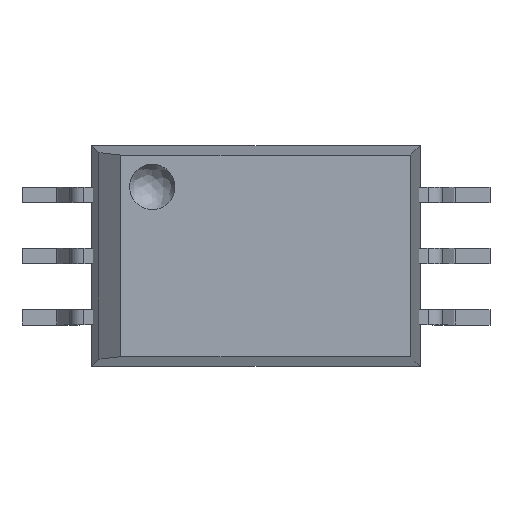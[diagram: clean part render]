
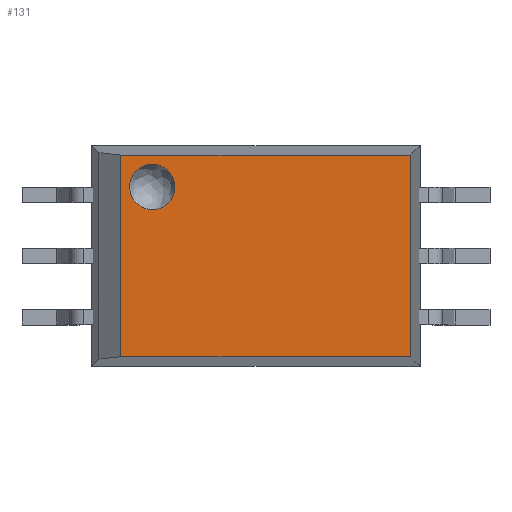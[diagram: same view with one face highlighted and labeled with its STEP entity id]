
A CAD part, top view. The second image highlights one B-rep face of the part: STEP entity #131.
In plain terms, the highlighted planar face has unit normal (0, 0, 1).
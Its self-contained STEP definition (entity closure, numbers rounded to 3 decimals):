
#56 = EDGE_LOOP ( 'NONE', ( #717, #69, #2723, #3689 ) ) ;
#69 = ORIENTED_EDGE ( 'NONE', *, *, #3339, .F. ) ;
#131 = ADVANCED_FACE ( 'NONE', ( #2271, #1175 ), #4331, .F. ) ;
#167 = AXIS2_PLACEMENT_3D ( 'NONE', #2624, #2177, #3578 ) ;
#248 = ORIENTED_EDGE ( 'NONE', *, *, #903, .F. ) ;
#449 = LINE ( 'NONE', #2835, #4136 ) ;
#454 = CARTESIAN_POINT ( 'NONE',  ( 2.455, 0.579, 3.18 ) ) ;
#710 = CARTESIAN_POINT ( 'NONE',  ( 2.7, 0.63, 3.18 ) ) ;
#717 = ORIENTED_EDGE ( 'NONE', *, *, #3121, .F. ) ;
#745 = CARTESIAN_POINT ( 'NONE',  ( 2.23, 0.036, 3.18 ) ) ;
#752 = VECTOR ( 'NONE', #2574, 1000. ) ;
#903 = EDGE_CURVE ( 'NONE', #3327, #3299, #1016, .T. ) ;
#936 = CARTESIAN_POINT ( 'NONE',  ( 8.055, 0.82, 3.18 ) ) ;
#997 = CARTESIAN_POINT ( 'NONE',  ( 2.045, 0.82, 3.18 ) ) ;
#1016 = B_SPLINE_CURVE_WITH_KNOTS ( 'NONE', 3,
 ( #2186, #3584, #454, #3606, #1831, #745, #1853, #1502, #4316, #2117 ),
 .UNSPECIFIED., .F., .F.,
 ( 4, 2, 2, 2, 4 ),
 ( 0.001, 0.002, 0.002, 0.003, 0.003 ),
 .UNSPECIFIED. ) ;
#1083 = CARTESIAN_POINT ( 'NONE',  ( 3.119, -0.086, 3.18 ) ) ;
#1127 = CARTESIAN_POINT ( 'NONE',  ( 2.823, 0.63, 3.18 ) ) ;
#1175 = FACE_BOUND ( 'NONE', #2875, .T. ) ;
#1292 = EDGE_CURVE ( 'NONE', #3299, #3327, #2036, .T. ) ;
#1502 = CARTESIAN_POINT ( 'NONE',  ( 2.454, -0.259, 3.18 ) ) ;
#1789 = EDGE_CURVE ( 'NONE', #4223, #3069, #449, .T. ) ;
#1816 = CARTESIAN_POINT ( 'NONE',  ( 3.12, 0.404, 3.18 ) ) ;
#1831 = CARTESIAN_POINT ( 'NONE',  ( 2.23, 0.285, 3.18 ) ) ;
#1853 = CARTESIAN_POINT ( 'NONE',  ( 2.281, -0.085, 3.18 ) ) ;
#1955 = VECTOR ( 'NONE', #4502, 1000. ) ;
#2036 = B_SPLINE_CURVE_WITH_KNOTS ( 'NONE', 3,
 ( #2173, #3147, #4275, #1083, #4190, #2077, #1816, #3530, #1127, #710 ),
 .UNSPECIFIED., .F., .F.,
 ( 4, 2, 2, 2, 4 ),
 ( 0., 0., 0.001, 0.001, 0.001 ),
 .UNSPECIFIED. ) ;
#2077 = CARTESIAN_POINT ( 'NONE',  ( 3.17, 0.282, 3.18 ) ) ;
#2117 = CARTESIAN_POINT ( 'NONE',  ( 2.7, -0.31, 3.18 ) ) ;
#2173 = CARTESIAN_POINT ( 'NONE',  ( 2.7, -0.31, 3.18 ) ) ;
#2177 = DIRECTION ( 'NONE',  ( 0., 0., -1. ) ) ;
#2186 = CARTESIAN_POINT ( 'NONE',  ( 2.7, 0.63, 3.18 ) ) ;
#2271 = FACE_OUTER_BOUND ( 'NONE', #56, .T. ) ;
#2529 = DIRECTION ( 'NONE',  ( 1., 0., 0. ) ) ;
#2574 = DIRECTION ( 'NONE',  ( 0., 1., 0. ) ) ;
#2624 = CARTESIAN_POINT ( 'NONE',  ( 8.255, 1.02, 3.18 ) ) ;
#2651 = DIRECTION ( 'NONE',  ( 0., -1., 0. ) ) ;
#2670 = CARTESIAN_POINT ( 'NONE',  ( 8.055, -3.56, 3.18 ) ) ;
#2723 = ORIENTED_EDGE ( 'NONE', *, *, #1789, .F. ) ;
#2725 = CARTESIAN_POINT ( 'NONE',  ( 2.045, -3.36, 3.18 ) ) ;
#2785 = VECTOR ( 'NONE', #2651, 1000. ) ;
#2796 = CARTESIAN_POINT ( 'NONE',  ( 1.445, -3.36, 3.18 ) ) ;
#2835 = CARTESIAN_POINT ( 'NONE',  ( 8.255, 0.82, 3.18 ) ) ;
#2865 = VERTEX_POINT ( 'NONE', #4306 ) ;
#2875 = EDGE_LOOP ( 'NONE', ( #4161, #248 ) ) ;
#2892 = CARTESIAN_POINT ( 'NONE',  ( 2.045, 1.02, 3.18 ) ) ;
#2992 = CARTESIAN_POINT ( 'NONE',  ( 2.7, 0.63, 3.18 ) ) ;
#3031 = CARTESIAN_POINT ( 'NONE',  ( 2.7, -0.31, 3.18 ) ) ;
#3069 = VERTEX_POINT ( 'NONE', #936 ) ;
#3121 = EDGE_CURVE ( 'NONE', #2865, #4207, #4199, .T. ) ;
#3147 = CARTESIAN_POINT ( 'NONE',  ( 2.824, -0.31, 3.18 ) ) ;
#3287 = LINE ( 'NONE', #2670, #2785 ) ;
#3299 = VERTEX_POINT ( 'NONE', #3031 ) ;
#3327 = VERTEX_POINT ( 'NONE', #2992 ) ;
#3339 = EDGE_CURVE ( 'NONE', #3069, #2865, #3287, .T. ) ;
#3530 = CARTESIAN_POINT ( 'NONE',  ( 2.945, 0.58, 3.18 ) ) ;
#3578 = DIRECTION ( 'NONE',  ( -1., 0., 0. ) ) ;
#3584 = CARTESIAN_POINT ( 'NONE',  ( 2.577, 0.63, 3.18 ) ) ;
#3606 = CARTESIAN_POINT ( 'NONE',  ( 2.281, 0.406, 3.18 ) ) ;
#3619 = EDGE_CURVE ( 'NONE', #4207, #4223, #3937, .T. ) ;
#3689 = ORIENTED_EDGE ( 'NONE', *, *, #3619, .F. ) ;
#3937 = LINE ( 'NONE', #2892, #752 ) ;
#4136 = VECTOR ( 'NONE', #2529, 1000. ) ;
#4161 = ORIENTED_EDGE ( 'NONE', *, *, #1292, .F. ) ;
#4190 = CARTESIAN_POINT ( 'NONE',  ( 3.17, 0.037, 3.18 ) ) ;
#4199 = LINE ( 'NONE', #2796, #1955 ) ;
#4207 = VERTEX_POINT ( 'NONE', #2725 ) ;
#4223 = VERTEX_POINT ( 'NONE', #997 ) ;
#4275 = CARTESIAN_POINT ( 'NONE',  ( 2.946, -0.259, 3.18 ) ) ;
#4306 = CARTESIAN_POINT ( 'NONE',  ( 8.055, -3.36, 3.18 ) ) ;
#4316 = CARTESIAN_POINT ( 'NONE',  ( 2.576, -0.31, 3.18 ) ) ;
#4331 = PLANE ( 'NONE',  #167 ) ;
#4502 = DIRECTION ( 'NONE',  ( -1., 0., 0. ) ) ;
